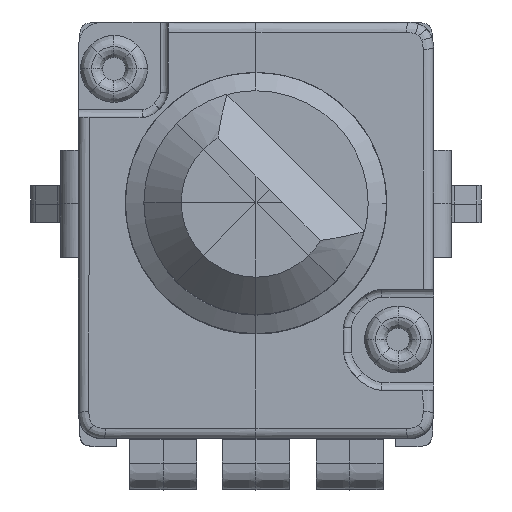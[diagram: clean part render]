
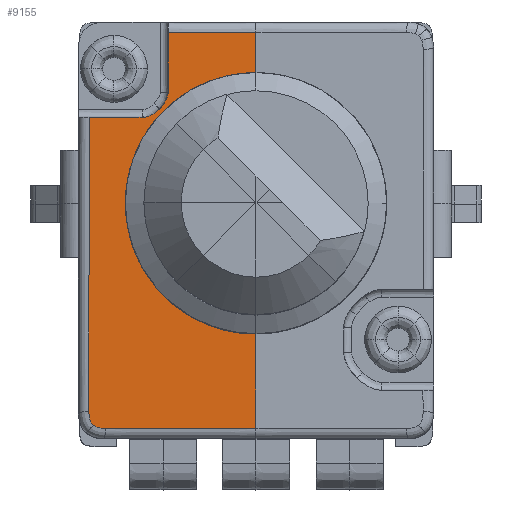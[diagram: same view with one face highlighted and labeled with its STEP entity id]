
A CAD part, top view. The second image highlights one B-rep face of the part: STEP entity #9155.
In plain terms, the highlighted planar face has unit normal (0, 0, 1).
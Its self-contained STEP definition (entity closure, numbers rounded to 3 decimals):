
#7423 = EDGE_CURVE('',#7424,#7426,#7428,.T.);
#7424 = VERTEX_POINT('',#7425);
#7425 = CARTESIAN_POINT('',(-2.352,4.572,
    10.008));
#7426 = VERTEX_POINT('',#7427);
#7427 = CARTESIAN_POINT('',(-2.352,2.969,
    10.008));
#7428 = B_SPLINE_CURVE_WITH_KNOTS('',3,(#7429,#7430,#7431,#7432),
  .UNSPECIFIED.,.F.,.F.,(4,4),(0.,0.16),
  .PIECEWISE_BEZIER_KNOTS.);
#7429 = CARTESIAN_POINT('',(-2.352,4.572,
    10.008));
#7430 = CARTESIAN_POINT('',(-2.352,4.038,
    10.008));
#7431 = CARTESIAN_POINT('',(-2.352,3.503,
    10.008));
#7432 = CARTESIAN_POINT('',(-2.352,2.969,
    10.008));
#7492 = EDGE_CURVE('',#7426,#7493,#7495,.T.);
#7493 = VERTEX_POINT('',#7494);
#7494 = CARTESIAN_POINT('',(-3.022,2.3,10.008
    ));
#7495 = B_SPLINE_CURVE_WITH_KNOTS('',3,(#7496,#7497,#7498,#7499,#7500,
    #7501,#7502,#7503,#7504,#7505),.UNSPECIFIED.,.F.,.F.,(4,3,3,4),(
    0.,0.041,0.083,0.105),
  .UNSPECIFIED.);
#7496 = CARTESIAN_POINT('',(-2.352,2.969,
    10.008));
#7497 = CARTESIAN_POINT('',(-2.352,2.873,
    10.008));
#7498 = CARTESIAN_POINT('',(-2.402,2.743,
    10.008));
#7499 = CARTESIAN_POINT('',(-2.493,2.624,
    10.008));
#7500 = CARTESIAN_POINT('',(-2.588,2.501,
    10.008));
#7501 = CARTESIAN_POINT('',(-2.722,2.394,
    10.008));
#7502 = CARTESIAN_POINT('',(-2.846,2.341,
    10.008));
#7503 = CARTESIAN_POINT('',(-2.91,2.313,10.008)
  );
#7504 = CARTESIAN_POINT('',(-2.971,2.3,
    10.008));
#7505 = CARTESIAN_POINT('',(-3.022,2.3,
    10.008));
#7559 = VERTEX_POINT('',#7560);
#7560 = CARTESIAN_POINT('',(-4.466,2.3,
    10.008));
#7577 = EDGE_CURVE('',#7493,#7559,#7578,.T.);
#7578 = LINE('',#7579,#7580);
#7579 = CARTESIAN_POINT('',(-3.022,2.3,
    10.008));
#7580 = VECTOR('',#7581,1.);
#7581 = DIRECTION('',(-1.,0.,0.));
#8280 = VERTEX_POINT('',#8281);
#8281 = CARTESIAN_POINT('',(0.,-3.376,
    10.008));
#8296 = EDGE_CURVE('',#8280,#8297,#8299,.T.);
#8297 = VERTEX_POINT('',#8298);
#8298 = CARTESIAN_POINT('',(0.,-6.017,
    10.008));
#8299 = LINE('',#8300,#8301);
#8300 = CARTESIAN_POINT('',(0.,-3.376,
    10.008));
#8301 = VECTOR('',#8302,1.);
#8302 = DIRECTION('',(0.,-1.,0.));
#8410 = VERTEX_POINT('',#8411);
#8411 = CARTESIAN_POINT('',(-0.001,4.572,
    10.008));
#8417 = EDGE_CURVE('',#8410,#8418,#8420,.T.);
#8418 = VERTEX_POINT('',#8419);
#8419 = CARTESIAN_POINT('',(0.,3.111,
    10.008));
#8420 = LINE('',#8421,#8422);
#8421 = CARTESIAN_POINT('',(0.,4.572,
    10.008));
#8422 = VECTOR('',#8423,1.);
#8423 = DIRECTION('',(0.,-1.,0.));
#9155 = ADVANCED_FACE('',(#9156),#9250,.T.);
#9156 = FACE_BOUND('',#9157,.T.);
#9157 = EDGE_LOOP('',(#9158,#9169,#9182,#9183,#9190,#9191,#9192,#9193,
    #9205,#9217,#9232,#9242,#9243));
#9158 = ORIENTED_EDGE('',*,*,#9159,.F.);
#9159 = EDGE_CURVE('',#9160,#9162,#9164,.T.);
#9160 = VERTEX_POINT('',#9161);
#9161 = CARTESIAN_POINT('',(-3.255,1.275,
    10.008));
#9162 = VERTEX_POINT('',#9163);
#9163 = CARTESIAN_POINT('',(-1.275,-3.255,
    10.008));
#9164 = CIRCLE('',#9165,3.496);
#9165 = AXIS2_PLACEMENT_3D('',#9166,#9167,#9168);
#9166 = CARTESIAN_POINT('',(0.,0.,
    10.008));
#9167 = DIRECTION('',(0.,0.,1.));
#9168 = DIRECTION('',(-0.365,-0.931,0.));
#9169 = ORIENTED_EDGE('',*,*,#9170,.F.);
#9170 = EDGE_CURVE('',#8418,#9160,#9171,.T.);
#9171 = B_SPLINE_CURVE_WITH_KNOTS('',3,(#9172,#9173,#9174,#9175,#9176,
    #9177,#9178,#9179,#9180,#9181),.UNSPECIFIED.,.F.,.F.,(4,2,2,2,4),(
    -0.363,-0.267,-0.191,-0.101,
    0.),.UNSPECIFIED.);
#9172 = CARTESIAN_POINT('',(0.,3.111,
    10.008));
#9173 = CARTESIAN_POINT('',(-0.228,3.133,
    10.008));
#9174 = CARTESIAN_POINT('',(-0.564,3.142,
    10.008));
#9175 = CARTESIAN_POINT('',(-1.283,2.994,
    10.008));
#9176 = CARTESIAN_POINT('',(-1.589,2.881,
    10.008));
#9177 = CARTESIAN_POINT('',(-2.208,2.539,
    10.008));
#9178 = CARTESIAN_POINT('',(-2.471,2.315,
    10.008));
#9179 = CARTESIAN_POINT('',(-2.908,1.853,
    10.008));
#9180 = CARTESIAN_POINT('',(-3.103,1.576,
    10.008));
#9181 = CARTESIAN_POINT('',(-3.255,1.275,
    10.008));
#9182 = ORIENTED_EDGE('',*,*,#8417,.F.);
#9183 = ORIENTED_EDGE('',*,*,#9184,.F.);
#9184 = EDGE_CURVE('',#7424,#8410,#9185,.T.);
#9185 = B_SPLINE_CURVE_WITH_KNOTS('',3,(#9186,#9187,#9188,#9189),
  .UNSPECIFIED.,.F.,.F.,(4,4),(0.,0.235),
  .PIECEWISE_BEZIER_KNOTS.);
#9186 = CARTESIAN_POINT('',(-2.352,4.572,
    10.008));
#9187 = CARTESIAN_POINT('',(-1.568,4.573,
    10.008));
#9188 = CARTESIAN_POINT('',(-0.785,4.572,
    10.008));
#9189 = CARTESIAN_POINT('',(-0.001,4.572,
    10.008));
#9190 = ORIENTED_EDGE('',*,*,#7423,.T.);
#9191 = ORIENTED_EDGE('',*,*,#7492,.T.);
#9192 = ORIENTED_EDGE('',*,*,#7577,.T.);
#9193 = ORIENTED_EDGE('',*,*,#9194,.F.);
#9194 = EDGE_CURVE('',#9195,#7559,#9197,.T.);
#9195 = VERTEX_POINT('',#9196);
#9196 = CARTESIAN_POINT('',(-4.471,-5.56,
    10.008));
#9197 = B_SPLINE_CURVE_WITH_KNOTS('',3,(#9198,#9199,#9200,#9201,#9202,
    #9203,#9204),.UNSPECIFIED.,.F.,.F.,(4,3,4),(0.,0.405,
    0.779),.UNSPECIFIED.);
#9198 = CARTESIAN_POINT('',(-4.471,-5.56,
    10.008));
#9199 = CARTESIAN_POINT('',(-4.457,-4.199,
    10.008));
#9200 = CARTESIAN_POINT('',(-4.469,-2.839,
    10.008));
#9201 = CARTESIAN_POINT('',(-4.471,-1.478,
    10.008));
#9202 = CARTESIAN_POINT('',(-4.473,-0.219,
    10.008));
#9203 = CARTESIAN_POINT('',(-4.468,1.041,
    10.008));
#9204 = CARTESIAN_POINT('',(-4.466,2.3,
    10.008));
#9205 = ORIENTED_EDGE('',*,*,#9206,.F.);
#9206 = EDGE_CURVE('',#9207,#9195,#9209,.T.);
#9207 = VERTEX_POINT('',#9208);
#9208 = CARTESIAN_POINT('',(-4.345,-5.938,
    10.008));
#9209 = B_SPLINE_CURVE_WITH_KNOTS('',3,(#9210,#9211,#9212,#9213,#9214,
    #9215,#9216),.UNSPECIFIED.,.F.,.F.,(4,3,4),(0.,
    0.019,0.044),.UNSPECIFIED.);
#9210 = CARTESIAN_POINT('',(-4.345,-5.938,
    10.008));
#9211 = CARTESIAN_POINT('',(-4.395,-5.91,
    10.008));
#9212 = CARTESIAN_POINT('',(-4.422,-5.853,
    10.008));
#9213 = CARTESIAN_POINT('',(-4.44,-5.797,
    10.008));
#9214 = CARTESIAN_POINT('',(-4.464,-5.72,
    10.008));
#9215 = CARTESIAN_POINT('',(-4.472,-5.64,
    10.008));
#9216 = CARTESIAN_POINT('',(-4.471,-5.56,
    10.008));
#9217 = ORIENTED_EDGE('',*,*,#9218,.F.);
#9218 = EDGE_CURVE('',#9219,#9207,#9221,.T.);
#9219 = VERTEX_POINT('',#9220);
#9220 = CARTESIAN_POINT('',(-4.033,-6.017,
    10.008));
#9221 = B_SPLINE_CURVE_WITH_KNOTS('',3,(#9222,#9223,#9224,#9225,#9226,
    #9227,#9228,#9229,#9230,#9231),.UNSPECIFIED.,.F.,.F.,(4,3,3,4),(
    0.,0.016,0.03,0.033)
  ,.UNSPECIFIED.);
#9222 = CARTESIAN_POINT('',(-4.033,-6.017,
    10.008));
#9223 = CARTESIAN_POINT('',(-4.085,-6.017,
    10.008));
#9224 = CARTESIAN_POINT('',(-4.136,-6.013,
    10.008));
#9225 = CARTESIAN_POINT('',(-4.188,-6.003,
    10.008));
#9226 = CARTESIAN_POINT('',(-4.233,-5.995,
    10.008));
#9227 = CARTESIAN_POINT('',(-4.276,-5.978,
    10.008));
#9228 = CARTESIAN_POINT('',(-4.315,-5.955,
    10.008));
#9229 = CARTESIAN_POINT('',(-4.325,-5.949,
    10.008));
#9230 = CARTESIAN_POINT('',(-4.335,-5.943,
    10.008));
#9231 = CARTESIAN_POINT('',(-4.345,-5.938,
    10.008));
#9232 = ORIENTED_EDGE('',*,*,#9233,.F.);
#9233 = EDGE_CURVE('',#8297,#9219,#9234,.T.);
#9234 = B_SPLINE_CURVE_WITH_KNOTS('',3,(#9235,#9236,#9237,#9238,#9239,
    #9240,#9241),.UNSPECIFIED.,.F.,.F.,(4,3,4),(0.,0.291,
    0.403),.UNSPECIFIED.);
#9235 = CARTESIAN_POINT('',(-0.001,-6.017,
    10.008));
#9236 = CARTESIAN_POINT('',(-0.969,-6.017,
    10.008));
#9237 = CARTESIAN_POINT('',(-1.938,-6.018,
    10.008));
#9238 = CARTESIAN_POINT('',(-2.907,-6.017,
    10.008));
#9239 = CARTESIAN_POINT('',(-3.282,-6.016,
    10.008));
#9240 = CARTESIAN_POINT('',(-3.658,-6.015,
    10.008));
#9241 = CARTESIAN_POINT('',(-4.033,-6.017,
    10.008));
#9242 = ORIENTED_EDGE('',*,*,#8296,.F.);
#9243 = ORIENTED_EDGE('',*,*,#9244,.F.);
#9244 = EDGE_CURVE('',#9162,#8280,#9245,.T.);
#9245 = CIRCLE('',#9246,3.487);
#9246 = AXIS2_PLACEMENT_3D('',#9247,#9248,#9249);
#9247 = CARTESIAN_POINT('',(-0.314,0.097,
    10.008));
#9248 = DIRECTION('',(0.,0.,1.));
#9249 = DIRECTION('',(0.09,-0.996,
    0.));
#9250 = PLANE('',#9251);
#9251 = AXIS2_PLACEMENT_3D('',#9252,#9253,#9254);
#9252 = CARTESIAN_POINT('',(0.,-0.722,
    10.008));
#9253 = DIRECTION('',(0.,0.,1.));
#9254 = DIRECTION('',(1.,0.,0.));
